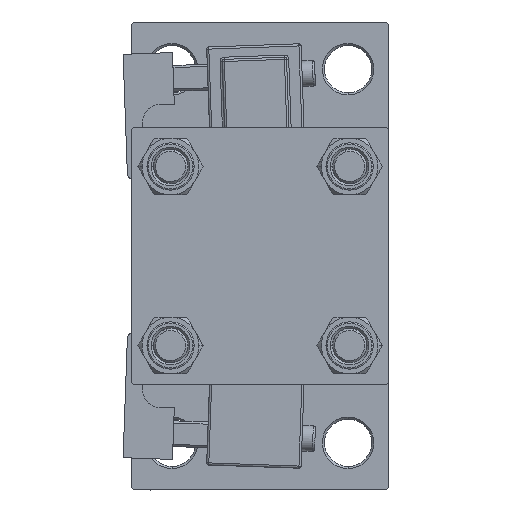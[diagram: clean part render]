
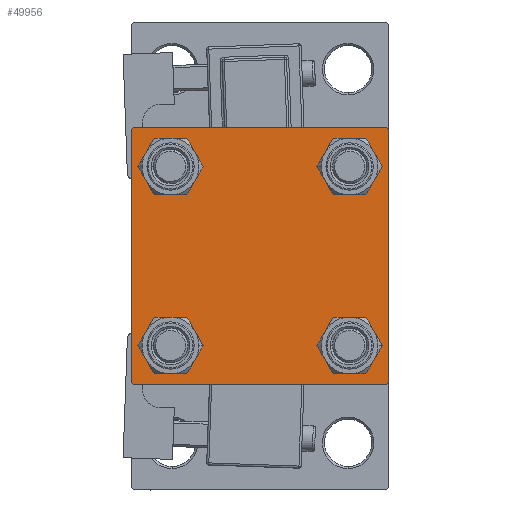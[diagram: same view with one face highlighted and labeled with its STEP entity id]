
A CAD part, left-side view. The second image highlights one B-rep face of the part: STEP entity #49956.
In plain terms, the highlighted planar face has unit normal (-1, 0, 0).
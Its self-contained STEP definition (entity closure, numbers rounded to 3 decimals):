
#162 = DIRECTION ( 'NONE',  ( 1., 0., 0. ) ) ;
#229 = EDGE_CURVE ( 'NONE', #32687, #4733, #39978, .T. ) ;
#503 = DIRECTION ( 'NONE',  ( 0., -0.707, -0.707 ) ) ;
#579 = CARTESIAN_POINT ( 'NONE',  ( 0., 29.5, -30. ) ) ;
#811 = VERTEX_POINT ( 'NONE', #43311 ) ;
#831 = LINE ( 'NONE', #43897, #4338 ) ;
#938 = CARTESIAN_POINT ( 'NONE',  ( 0., -20.85, 16.35 ) ) ;
#1524 = LINE ( 'NONE', #13969, #34642 ) ;
#1571 = EDGE_CURVE ( 'NONE', #41804, #38978, #42878, .T. ) ;
#1637 = CARTESIAN_POINT ( 'NONE',  ( 0., -20.85, -25.35 ) ) ;
#2420 = VERTEX_POINT ( 'NONE', #43681 ) ;
#2865 = DIRECTION ( 'NONE',  ( 1., 0., 0. ) ) ;
#3855 = CARTESIAN_POINT ( 'NONE',  ( 0., 29.75, 29.75 ) ) ;
#3952 = EDGE_CURVE ( 'NONE', #48212, #43310, #41753, .T. ) ;
#4150 = EDGE_CURVE ( 'NONE', #43671, #41804, #47975, .T. ) ;
#4338 = VECTOR ( 'NONE', #8613, 1000. ) ;
#4677 = DIRECTION ( 'NONE',  ( 0., 0., -1. ) ) ;
#4733 = VERTEX_POINT ( 'NONE', #14067 ) ;
#5012 = DIRECTION ( 'NONE',  ( 0., 0., 1. ) ) ;
#6362 = EDGE_CURVE ( 'NONE', #2420, #45269, #7478, .T. ) ;
#6407 = ORIENTED_EDGE ( 'NONE', *, *, #29651, .T. ) ;
#7478 = LINE ( 'NONE', #3855, #26008 ) ;
#7998 = DIRECTION ( 'NONE',  ( 0., 0.707, -0.707 ) ) ;
#8613 = DIRECTION ( 'NONE',  ( 0., 0., -1. ) ) ;
#8712 = ORIENTED_EDGE ( 'NONE', *, *, #10700, .T. ) ;
#8896 = CARTESIAN_POINT ( 'NONE',  ( 0., 0., 0. ) ) ;
#9531 = CARTESIAN_POINT ( 'NONE',  ( 0., -20.85, -20.85 ) ) ;
#10219 = LINE ( 'NONE', #17748, #15642 ) ;
#10354 = ORIENTED_EDGE ( 'NONE', *, *, #35888, .T. ) ;
#10700 = EDGE_CURVE ( 'NONE', #34473, #811, #13738, .T. ) ;
#11945 = CARTESIAN_POINT ( 'NONE',  ( 0., -20.85, 25.35 ) ) ;
#11957 = CARTESIAN_POINT ( 'NONE',  ( 0., 20.85, -20.85 ) ) ;
#12796 = FACE_BOUND ( 'NONE', #19480, .T. ) ;
#12959 = VERTEX_POINT ( 'NONE', #22754 ) ;
#13125 = EDGE_LOOP ( 'NONE', ( #8712, #48984 ) ) ;
#13571 = DIRECTION ( 'NONE',  ( 0., 0., 1. ) ) ;
#13738 = CIRCLE ( 'NONE', #26152, 4.5 ) ;
#13888 = ORIENTED_EDGE ( 'NONE', *, *, #229, .T. ) ;
#13897 = EDGE_CURVE ( 'NONE', #17535, #12959, #20115, .T. ) ;
#13920 = AXIS2_PLACEMENT_3D ( 'NONE', #45874, #21488, #37060 ) ;
#13969 = CARTESIAN_POINT ( 'NONE',  ( 0., -29.75, -29.75 ) ) ;
#14067 = CARTESIAN_POINT ( 'NONE',  ( 0., 20.85, 25.35 ) ) ;
#14178 = CIRCLE ( 'NONE', #18285, 4.5 ) ;
#15476 = CARTESIAN_POINT ( 'NONE',  ( 0., 20.85, -20.85 ) ) ;
#15642 = VECTOR ( 'NONE', #25784, 1000. ) ;
#16264 = EDGE_CURVE ( 'NONE', #2420, #12959, #10219, .T. ) ;
#16474 = DIRECTION ( 'NONE',  ( 0., 0.707, 0.707 ) ) ;
#16720 = CARTESIAN_POINT ( 'NONE',  ( 0., -29.75, 29.75 ) ) ;
#16925 = VECTOR ( 'NONE', #503, 1000. ) ;
#17026 = EDGE_CURVE ( 'NONE', #811, #34473, #23938, .T. ) ;
#17535 = VERTEX_POINT ( 'NONE', #33259 ) ;
#17748 = CARTESIAN_POINT ( 'NONE',  ( 0., 30., 30. ) ) ;
#17978 = DIRECTION ( 'NONE',  ( 1., 0., 0. ) ) ;
#18049 = CARTESIAN_POINT ( 'NONE',  ( 0., -29.5, -30. ) ) ;
#18224 = CARTESIAN_POINT ( 'NONE',  ( 0., 30., -30. ) ) ;
#18285 = AXIS2_PLACEMENT_3D ( 'NONE', #44952, #17978, #13571 ) ;
#18341 = AXIS2_PLACEMENT_3D ( 'NONE', #8896, #24969, #5012 ) ;
#18452 = AXIS2_PLACEMENT_3D ( 'NONE', #23652, #34815, #50624 ) ;
#19321 = ORIENTED_EDGE ( 'NONE', *, *, #32518, .T. ) ;
#19363 = ORIENTED_EDGE ( 'NONE', *, *, #4150, .T. ) ;
#19480 = EDGE_LOOP ( 'NONE', ( #19321, #10354 ) ) ;
#19978 = AXIS2_PLACEMENT_3D ( 'NONE', #45863, #33932, #25629 ) ;
#20115 = LINE ( 'NONE', #16720, #22995 ) ;
#20509 = AXIS2_PLACEMENT_3D ( 'NONE', #15476, #162, #43738 ) ;
#21488 = DIRECTION ( 'NONE',  ( 1., 0., 0. ) ) ;
#21659 = ORIENTED_EDGE ( 'NONE', *, *, #6362, .T. ) ;
#21773 = VECTOR ( 'NONE', #43136, 1000. ) ;
#22332 = CIRCLE ( 'NONE', #29812, 4.5 ) ;
#22754 = CARTESIAN_POINT ( 'NONE',  ( 0., -29.5, 30. ) ) ;
#22995 = VECTOR ( 'NONE', #16474, 1000. ) ;
#23637 = LINE ( 'NONE', #23889, #39946 ) ;
#23652 = CARTESIAN_POINT ( 'NONE',  ( 0., 20.85, 20.85 ) ) ;
#23889 = CARTESIAN_POINT ( 'NONE',  ( 0., 30., 30. ) ) ;
#23938 = CIRCLE ( 'NONE', #20509, 4.5 ) ;
#24069 = VERTEX_POINT ( 'NONE', #1637 ) ;
#24575 = ORIENTED_EDGE ( 'NONE', *, *, #28652, .T. ) ;
#24969 = DIRECTION ( 'NONE',  ( -1., 0., 0. ) ) ;
#25629 = DIRECTION ( 'NONE',  ( 0., 0., 1. ) ) ;
#25784 = DIRECTION ( 'NONE',  ( 0., -1., 0. ) ) ;
#26008 = VECTOR ( 'NONE', #7998, 1000. ) ;
#26152 = AXIS2_PLACEMENT_3D ( 'NONE', #11957, #30657, #46472 ) ;
#27124 = CARTESIAN_POINT ( 'NONE',  ( 0., -30., -29.5 ) ) ;
#28628 = FACE_BOUND ( 'NONE', #13125, .T. ) ;
#28652 = EDGE_CURVE ( 'NONE', #38978, #46694, #1524, .T. ) ;
#29496 = VERTEX_POINT ( 'NONE', #32171 ) ;
#29651 = EDGE_CURVE ( 'NONE', #4733, #32687, #42125, .T. ) ;
#29756 = ORIENTED_EDGE ( 'NONE', *, *, #16264, .F. ) ;
#29812 = AXIS2_PLACEMENT_3D ( 'NONE', #9531, #32644, #32896 ) ;
#30657 = DIRECTION ( 'NONE',  ( 1., 0., 0. ) ) ;
#32171 = CARTESIAN_POINT ( 'NONE',  ( 0., -20.85, -16.35 ) ) ;
#32518 = EDGE_CURVE ( 'NONE', #29496, #24069, #22332, .T. ) ;
#32644 = DIRECTION ( 'NONE',  ( 1., 0., 0. ) ) ;
#32687 = VERTEX_POINT ( 'NONE', #51031 ) ;
#32761 = ORIENTED_EDGE ( 'NONE', *, *, #48921, .T. ) ;
#32766 = FACE_BOUND ( 'NONE', #46885, .T. ) ;
#32887 = ORIENTED_EDGE ( 'NONE', *, *, #41792, .F. ) ;
#32896 = DIRECTION ( 'NONE',  ( 0., 0., 1. ) ) ;
#33259 = CARTESIAN_POINT ( 'NONE',  ( 0., -30., 29.5 ) ) ;
#33624 = CARTESIAN_POINT ( 'NONE',  ( 0., 30., -29.5 ) ) ;
#33932 = DIRECTION ( 'NONE',  ( 1., 0., 0. ) ) ;
#33939 = DIRECTION ( 'NONE',  ( 0., -0.707, 0.707 ) ) ;
#34473 = VERTEX_POINT ( 'NONE', #47380 ) ;
#34642 = VECTOR ( 'NONE', #33939, 1000. ) ;
#34815 = DIRECTION ( 'NONE',  ( 1., 0., 0. ) ) ;
#35888 = EDGE_CURVE ( 'NONE', #24069, #29496, #14178, .T. ) ;
#37041 = CARTESIAN_POINT ( 'NONE',  ( 0., 29.75, -29.75 ) ) ;
#37060 = DIRECTION ( 'NONE',  ( 0., 0., 1. ) ) ;
#38978 = VERTEX_POINT ( 'NONE', #18049 ) ;
#39946 = VECTOR ( 'NONE', #4677, 1000. ) ;
#39978 = CIRCLE ( 'NONE', #18452, 4.5 ) ;
#40050 = FACE_BOUND ( 'NONE', #45680, .T. ) ;
#40410 = ORIENTED_EDGE ( 'NONE', *, *, #50465, .T. ) ;
#40550 = PLANE ( 'NONE',  #18341 ) ;
#41521 = CARTESIAN_POINT ( 'NONE',  ( 0., -20.85, 20.85 ) ) ;
#41523 = CARTESIAN_POINT ( 'NONE',  ( 0., 30., 29.5 ) ) ;
#41613 = ORIENTED_EDGE ( 'NONE', *, *, #1571, .T. ) ;
#41753 = CIRCLE ( 'NONE', #47570, 4.5 ) ;
#41792 = EDGE_CURVE ( 'NONE', #17535, #46694, #831, .T. ) ;
#41804 = VERTEX_POINT ( 'NONE', #579 ) ;
#42125 = CIRCLE ( 'NONE', #13920, 4.5 ) ;
#42878 = LINE ( 'NONE', #18224, #21773 ) ;
#43136 = DIRECTION ( 'NONE',  ( 0., -1., 0. ) ) ;
#43310 = VERTEX_POINT ( 'NONE', #11945 ) ;
#43311 = CARTESIAN_POINT ( 'NONE',  ( 0., 20.85, -25.35 ) ) ;
#43671 = VERTEX_POINT ( 'NONE', #33624 ) ;
#43681 = CARTESIAN_POINT ( 'NONE',  ( 0., 29.5, 30. ) ) ;
#43738 = DIRECTION ( 'NONE',  ( 0., 0., 1. ) ) ;
#43897 = CARTESIAN_POINT ( 'NONE',  ( 0., -30., 30. ) ) ;
#44438 = FACE_OUTER_BOUND ( 'NONE', #47948, .T. ) ;
#44815 = CIRCLE ( 'NONE', #19978, 4.5 ) ;
#44952 = CARTESIAN_POINT ( 'NONE',  ( 0., -20.85, -20.85 ) ) ;
#45269 = VERTEX_POINT ( 'NONE', #41523 ) ;
#45680 = EDGE_LOOP ( 'NONE', ( #6407, #13888 ) ) ;
#45863 = CARTESIAN_POINT ( 'NONE',  ( 0., -20.85, 20.85 ) ) ;
#45874 = CARTESIAN_POINT ( 'NONE',  ( 0., 20.85, 20.85 ) ) ;
#46472 = DIRECTION ( 'NONE',  ( 0., 0., 1. ) ) ;
#46694 = VERTEX_POINT ( 'NONE', #27124 ) ;
#46885 = EDGE_LOOP ( 'NONE', ( #32761, #51063 ) ) ;
#47380 = CARTESIAN_POINT ( 'NONE',  ( 0., 20.85, -16.35 ) ) ;
#47570 = AXIS2_PLACEMENT_3D ( 'NONE', #41521, #2865, #49292 ) ;
#47948 = EDGE_LOOP ( 'NONE', ( #40410, #19363, #41613, #24575, #32887, #48352, #29756, #21659 ) ) ;
#47975 = LINE ( 'NONE', #37041, #16925 ) ;
#48212 = VERTEX_POINT ( 'NONE', #938 ) ;
#48352 = ORIENTED_EDGE ( 'NONE', *, *, #13897, .T. ) ;
#48921 = EDGE_CURVE ( 'NONE', #43310, #48212, #44815, .T. ) ;
#48984 = ORIENTED_EDGE ( 'NONE', *, *, #17026, .T. ) ;
#49292 = DIRECTION ( 'NONE',  ( 0., 0., 1. ) ) ;
#49956 = ADVANCED_FACE ( 'NONE', ( #32766, #12796, #28628, #40050, #44438 ), #40550, .T. ) ;
#50465 = EDGE_CURVE ( 'NONE', #45269, #43671, #23637, .T. ) ;
#50624 = DIRECTION ( 'NONE',  ( 0., 0., 1. ) ) ;
#51031 = CARTESIAN_POINT ( 'NONE',  ( 0., 20.85, 16.35 ) ) ;
#51063 = ORIENTED_EDGE ( 'NONE', *, *, #3952, .T. ) ;
